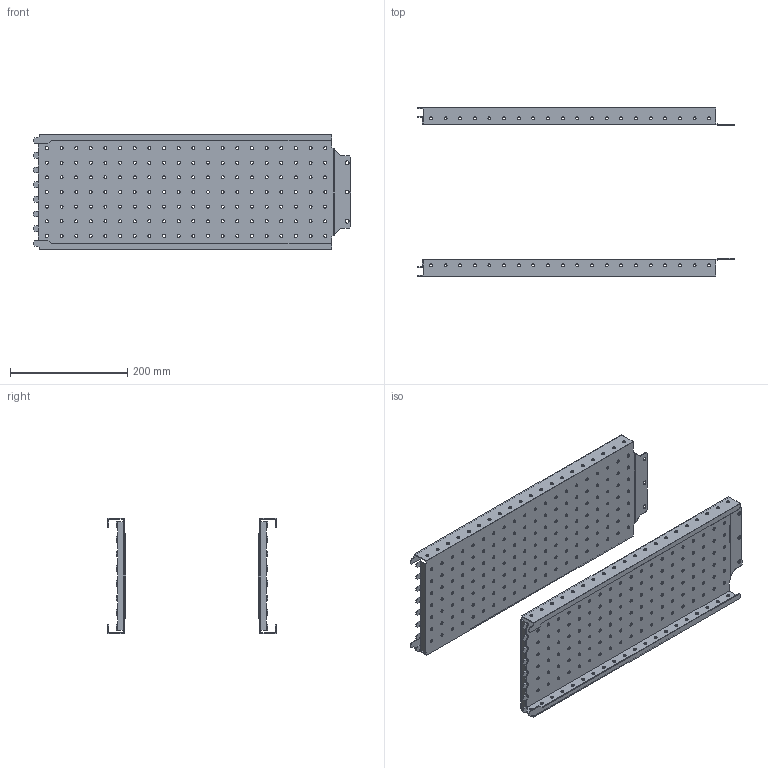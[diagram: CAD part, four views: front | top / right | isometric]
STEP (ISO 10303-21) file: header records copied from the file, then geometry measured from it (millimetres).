
FILE_DESCRIPTION (( 'STEP AP203' ), '1' );
FILE_NAME ('FO-00-MPSP-020-060 FORMAT Ïàíåëü ìîíòàæíàÿ áîê. ïåðô. 200õ600 (2øò_óïàê) IEK.STEP', '2024-07-26T09:48:14', ( '' ), ( '' ), 'SwSTEP 2.0', 'SolidWorks 2022', '' );
FILE_SCHEMA (( 'CONFIG_CONTROL_DESIGN' ));
Length unit declared in the file: millimetre
Products named in the file (1): FO-00-MPSP-020-060 FORMAT Панель монтажная бок. перф. 200х600 (2шт_упак) IEK
Bounding box: 542.62 x 287.5 x 197.5 mm (x, y, z)
Volume: 414640.6 mm3; surface area: 567288.1 mm2
Topology: 2 solids, 2 shells, 1064 faces, 3180 edges, 2120 vertices
Faces by surface type: cylinder 732, plane 324, bspline 8
Entity records: 38267 total; most frequent: DIRECTION 6726, CARTESIAN_POINT 6693, ORIENTED_EDGE 6360, EDGE_CURVE 3180, AXIS2_PLACEMENT_3D 2521, VERTEX_POINT 2120, EDGE_LOOP 1796, VECTOR 1684
